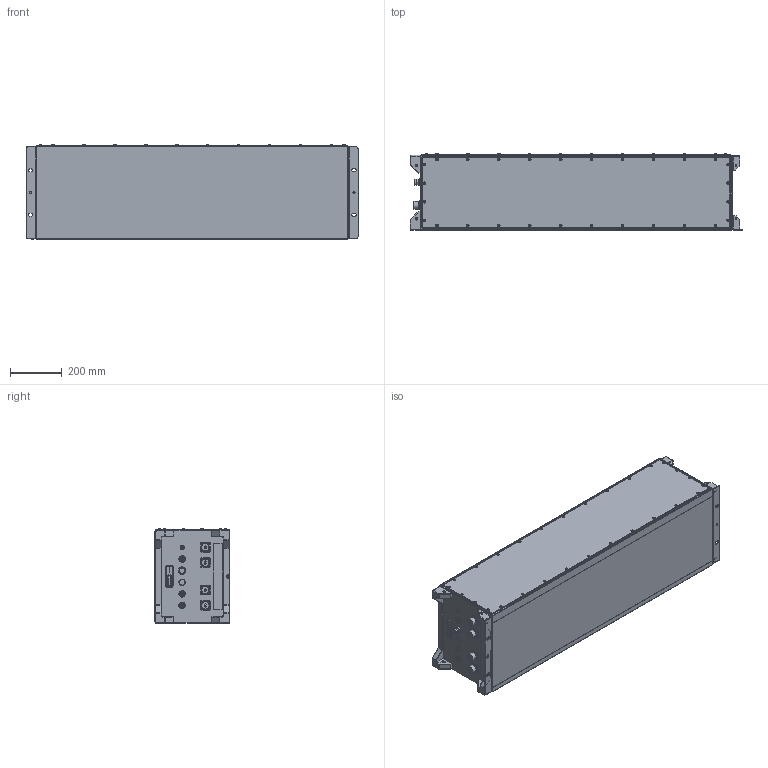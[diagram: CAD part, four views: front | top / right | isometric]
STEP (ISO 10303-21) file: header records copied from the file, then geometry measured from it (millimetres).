
FILE_DESCRIPTION (( 'STEP AP203' ), '1' );
FILE_NAME ('g102-230ahpack_asm0923.STEP', '2024-10-16T11:39:08', ( '' ), ( '' ), 'SwSTEP 2.0', 'SolidWorks 2016', '' );
FILE_SCHEMA (( 'CONFIG_CONTROL_DESIGN' ));
Products named in the file (1): g102-230ahpack_asm0923
Bounding box: 1287 x 294.5 x 366.1 mm (x, y, z)
Surface area: 3020996.9 mm2 (no closed solid volume)
Topology: 0 solids, 228 shells, 1536 faces, 6122 edges, 4736 vertices
Faces by surface type: plane 581, cylinder 503, bspline 343, cone 101, torus 8
Entity records: 85708 total; most frequent: CARTESIAN_POINT 37467, DIRECTION 9554, ORIENTED_EDGE 8637, EDGE_CURVE 6114, VERTEX_POINT 4736, AXIS2_PLACEMENT_3D 3206, LINE 3142, VECTOR 3142
